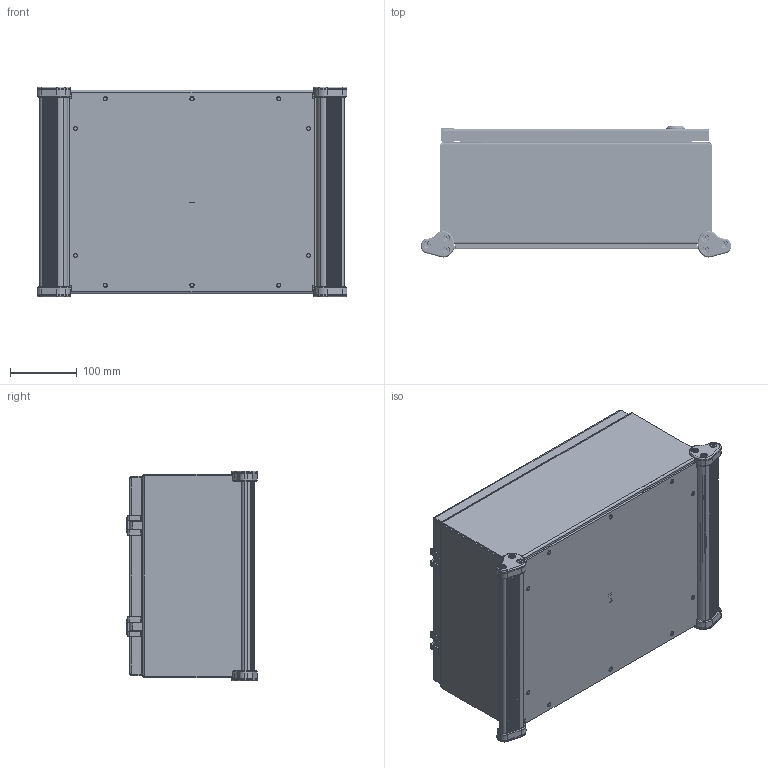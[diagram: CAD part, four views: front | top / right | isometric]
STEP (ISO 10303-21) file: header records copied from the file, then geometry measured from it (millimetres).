
FILE_DESCRIPTION (( 'STEP AP214' ), '1' );
FILE_NAME ('ACE12166LG.STEP', '2025-10-16T16:40:19', ( '' ), ( '' ), 'SwSTEP 2.0', 'SolidWorks 2024', '' );
FILE_SCHEMA (( 'AUTOMOTIVE_DESIGN' ));
Length unit declared in the file: millimetre
Products named in the file (1): ACE12166LG
Bounding box: 464.62 x 196.04 x 314.83 mm (x, y, z)
Volume: 1747997.2 mm3; surface area: 1544753.5 mm2
Topology: 95 solids, 96 shells, 2508 faces, 6405 edges, 4120 vertices
Faces by surface type: plane 1188, cylinder 855, cone 202, bspline 149, torus 98, sphere 16
Full cylindrical faces by diameter (mm): 3.967 x14, 4.039 x4, 4.064 x4, 4.699 x1, 4.826 x20, 4.976 x5, 5.004 x2, 5.2 x12, 5.74 x2, 5.893 x4, 5.944 x14, 5.994 x6, 6.096 x4, 6.35 x17, 6.502 x10, 6.985 x2, 8.382 x4, 9.525 x4, 9.779 x1, 10.319 x4, 10.5 x12, 11.176 x4, 13.335 x2, 15.875 x4, 19.939 x4, 27.94 x2, 50.8 x1
Entity records: 99212 total; most frequent: CARTESIAN_POINT 41661, ORIENTED_EDGE 12182, DIRECTION 10765, EDGE_CURVE 6091, VERTEX_POINT 4031, AXIS2_PLACEMENT_3D 3775, LINE 3215, VECTOR 3215
